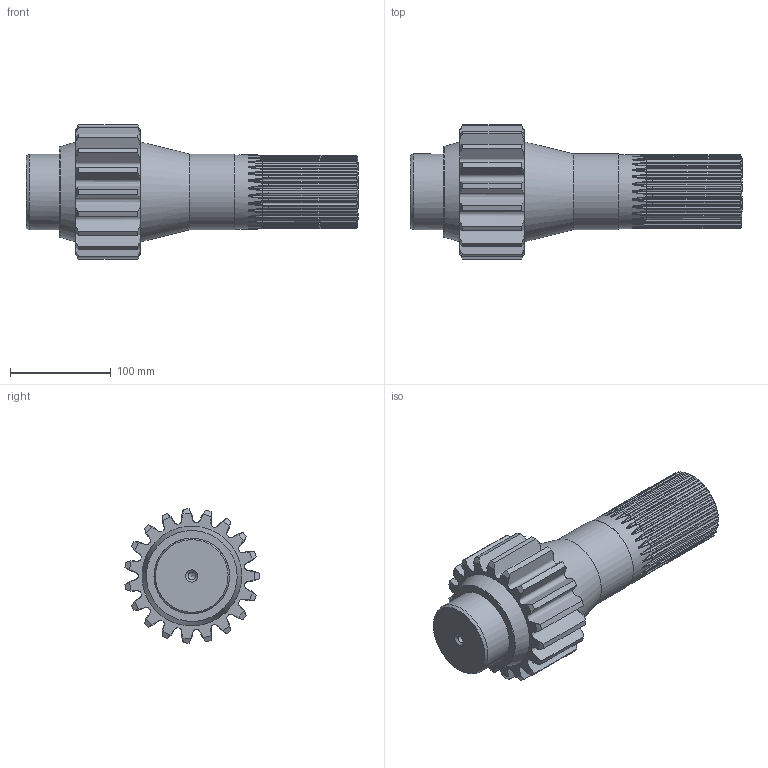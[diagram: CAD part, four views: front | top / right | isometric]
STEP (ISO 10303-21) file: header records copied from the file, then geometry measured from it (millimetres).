
FILE_DESCRIPTION(('FreeCAD Model'),'2;1');
FILE_NAME('Open CASCADE Shape Model','2025-05-07T18:36:21',('FreeCAD'),( 'FreeCAD'),'Open CASCADE STEP processor 7.6','FreeCAD','Unknown');
FILE_SCHEMA(('AUTOMOTIVE_DESIGN { 1 0 10303 214 1 1 1 1 }'));
Length unit declared in the file: millimetre
Products named in the file (1): Open CASCADE STEP translator 7.6 1
Bounding box: 328.72 x 132.72 x 133.18 mm (x, y, z)
Volume: 1969335.7 mm3; surface area: 139738.8 mm2
Topology: 1 solids, 1 shells, 619 faces, 1520 edges, 910 vertices
Faces by surface type: bspline 619
Entity records: 27491 total; most frequent: CARTESIAN_POINT 18545, ORIENTED_EDGE 3030, EDGE_CURVE 1515, B_SPLINE_CURVE_WITH_KNOTS 1175, VERTEX_POINT 910, FACE_BOUND 631, EDGE_LOOP 631, ADVANCED_FACE 619
